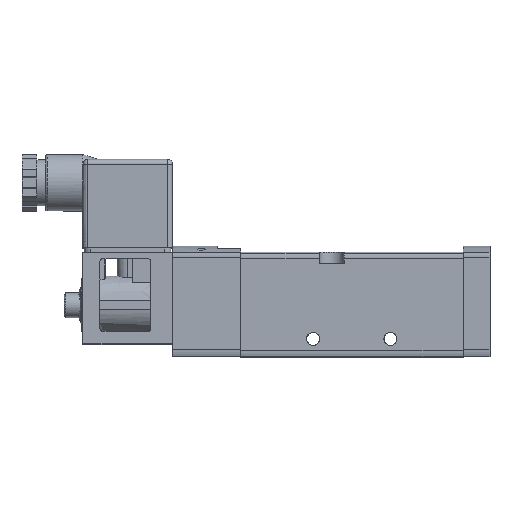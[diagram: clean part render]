
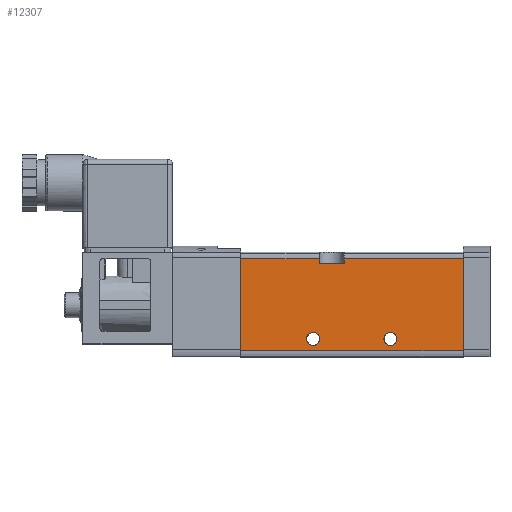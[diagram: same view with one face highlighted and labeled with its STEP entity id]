
A CAD part, top view. The second image highlights one B-rep face of the part: STEP entity #12307.
In plain terms, the highlighted free-form (B-spline) face has degree [1, 1] with [2, 2] control points.
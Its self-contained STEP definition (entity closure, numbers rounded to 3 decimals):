
#12307 = ADVANCED_FACE('',(#12308,#12322,#12336),#12394,.F.);
#12308 = FACE_BOUND('',#12309,.T.);
#12309 = EDGE_LOOP('',(#12310));
#12310 = ORIENTED_EDGE('',*,*,#12311,.T.);
#12311 = EDGE_CURVE('',#12312,#12312,#12314,.T.);
#12312 = VERTEX_POINT('',#12313);
#12313 = CARTESIAN_POINT('',(11.014,6.354,
    14.033));
#12314 = ( BOUNDED_CURVE() B_SPLINE_CURVE(2,(#12315,#12316,#12317,#12318
    ,#12319,#12320,#12321),.UNSPECIFIED.,.T.,.F.) 
B_SPLINE_CURVE_WITH_KNOTS((1,2,2,2,2,1),(-2.094,0.,
    2.094,4.189,6.283,8.378),
.UNSPECIFIED.) CURVE() GEOMETRIC_REPRESENTATION_ITEM() 
RATIONAL_B_SPLINE_CURVE((1.,0.5,1.,0.5,1.,0.5,1.)) REPRESENTATION_ITEM(
  '') );
#12315 = CARTESIAN_POINT('',(11.014,6.354,
    14.033));
#12316 = CARTESIAN_POINT('',(11.014,10.207,
    14.033));
#12317 = CARTESIAN_POINT('',(14.35,8.28,
    14.033));
#12318 = CARTESIAN_POINT('',(17.686,6.354,
    14.033));
#12319 = CARTESIAN_POINT('',(14.35,4.428,
    14.033));
#12320 = CARTESIAN_POINT('',(11.014,2.502,
    14.033));
#12321 = CARTESIAN_POINT('',(11.014,6.354,
    14.033));
#12322 = FACE_BOUND('',#12323,.T.);
#12323 = EDGE_LOOP('',(#12324));
#12324 = ORIENTED_EDGE('',*,*,#12325,.T.);
#12325 = EDGE_CURVE('',#12326,#12326,#12328,.T.);
#12326 = VERTEX_POINT('',#12327);
#12327 = CARTESIAN_POINT('',(-15.462,6.354,
    14.033));
#12328 = ( BOUNDED_CURVE() B_SPLINE_CURVE(2,(#12329,#12330,#12331,#12332
    ,#12333,#12334,#12335),.UNSPECIFIED.,.T.,.F.) 
B_SPLINE_CURVE_WITH_KNOTS((1,2,2,2,2,1),(-2.094,0.,
    2.094,4.189,6.283,8.378),
.UNSPECIFIED.) CURVE() GEOMETRIC_REPRESENTATION_ITEM() 
RATIONAL_B_SPLINE_CURVE((1.,0.5,1.,0.5,1.,0.5,1.)) REPRESENTATION_ITEM(
  '') );
#12329 = CARTESIAN_POINT('',(-15.462,6.354,
    14.033));
#12330 = CARTESIAN_POINT('',(-15.462,10.207,
    14.033));
#12331 = CARTESIAN_POINT('',(-12.126,8.28,14.033
    ));
#12332 = CARTESIAN_POINT('',(-8.79,6.354,
    14.033));
#12333 = CARTESIAN_POINT('',(-12.126,4.428,14.033
    ));
#12334 = CARTESIAN_POINT('',(-15.462,2.502,
    14.033));
#12335 = CARTESIAN_POINT('',(-15.462,6.354,
    14.033));
#12336 = FACE_BOUND('',#12337,.T.);
#12337 = EDGE_LOOP('',(#12338,#12347,#12354,#12361,#12368,#12375,#12382,
    #12389));
#12338 = ORIENTED_EDGE('',*,*,#12339,.F.);
#12339 = EDGE_CURVE('',#12340,#12342,#12344,.T.);
#12340 = VERTEX_POINT('',#12341);
#12341 = CARTESIAN_POINT('',(-11.12,33.784,
    14.033));
#12342 = VERTEX_POINT('',#12343);
#12343 = CARTESIAN_POINT('',(-11.12,32.09,
    14.033));
#12344 = B_SPLINE_CURVE_WITH_KNOTS('',1,(#12345,#12346),.UNSPECIFIED.,
  .F.,.F.,(2,2),(0.,1.6),.PIECEWISE_BEZIER_KNOTS.);
#12345 = CARTESIAN_POINT('',(-11.12,33.784,
    14.033));
#12346 = CARTESIAN_POINT('',(-11.12,32.09,
    14.033));
#12347 = ORIENTED_EDGE('',*,*,#12348,.T.);
#12348 = EDGE_CURVE('',#12340,#12349,#12351,.T.);
#12349 = VERTEX_POINT('',#12350);
#12350 = CARTESIAN_POINT('',(-38.126,33.784,
    14.033));
#12351 = B_SPLINE_CURVE_WITH_KNOTS('',1,(#12352,#12353),.UNSPECIFIED.,
  .F.,.F.,(2,2),(46.5,72.),.PIECEWISE_BEZIER_KNOTS.);
#12352 = CARTESIAN_POINT('',(-11.12,33.784,
    14.033));
#12353 = CARTESIAN_POINT('',(-38.126,33.784,
    14.033));
#12354 = ORIENTED_EDGE('',*,*,#12355,.T.);
#12355 = EDGE_CURVE('',#12349,#12356,#12358,.T.);
#12356 = VERTEX_POINT('',#12357);
#12357 = CARTESIAN_POINT('',(-38.126,2.224,
    14.033));
#12358 = B_SPLINE_CURVE_WITH_KNOTS('',1,(#12359,#12360),.UNSPECIFIED.,
  .F.,.F.,(2,2),(0.,29.8),.PIECEWISE_BEZIER_KNOTS.);
#12359 = CARTESIAN_POINT('',(-38.126,33.784,
    14.033));
#12360 = CARTESIAN_POINT('',(-38.126,2.224,
    14.033));
#12361 = ORIENTED_EDGE('',*,*,#12362,.F.);
#12362 = EDGE_CURVE('',#12363,#12356,#12365,.T.);
#12363 = VERTEX_POINT('',#12364);
#12364 = CARTESIAN_POINT('',(38.126,2.224,
    14.033));
#12365 = B_SPLINE_CURVE_WITH_KNOTS('',1,(#12366,#12367),.UNSPECIFIED.,
  .F.,.F.,(2,2),(0.,72.),.PIECEWISE_BEZIER_KNOTS.);
#12366 = CARTESIAN_POINT('',(38.126,2.224,
    14.033));
#12367 = CARTESIAN_POINT('',(-38.126,2.224,
    14.033));
#12368 = ORIENTED_EDGE('',*,*,#12369,.F.);
#12369 = EDGE_CURVE('',#12370,#12363,#12372,.T.);
#12370 = VERTEX_POINT('',#12371);
#12371 = CARTESIAN_POINT('',(38.126,33.784,
    14.033));
#12372 = B_SPLINE_CURVE_WITH_KNOTS('',1,(#12373,#12374),.UNSPECIFIED.,
  .F.,.F.,(2,2),(0.,29.8),.PIECEWISE_BEZIER_KNOTS.);
#12373 = CARTESIAN_POINT('',(38.126,33.784,
    14.033));
#12374 = CARTESIAN_POINT('',(38.126,2.224,
    14.033));
#12375 = ORIENTED_EDGE('',*,*,#12376,.T.);
#12376 = EDGE_CURVE('',#12370,#12377,#12379,.T.);
#12377 = VERTEX_POINT('',#12378);
#12378 = CARTESIAN_POINT('',(-2.648,33.784,
    14.033));
#12379 = B_SPLINE_CURVE_WITH_KNOTS('',1,(#12380,#12381),.UNSPECIFIED.,
  .F.,.F.,(2,2),(0.,38.5),.PIECEWISE_BEZIER_KNOTS.);
#12380 = CARTESIAN_POINT('',(38.126,33.784,
    14.033));
#12381 = CARTESIAN_POINT('',(-2.648,33.784,
    14.033));
#12382 = ORIENTED_EDGE('',*,*,#12383,.F.);
#12383 = EDGE_CURVE('',#12384,#12377,#12386,.T.);
#12384 = VERTEX_POINT('',#12385);
#12385 = CARTESIAN_POINT('',(-2.648,32.09,
    14.033));
#12386 = B_SPLINE_CURVE_WITH_KNOTS('',1,(#12387,#12388),.UNSPECIFIED.,
  .F.,.F.,(2,2),(-1.6,0.),.PIECEWISE_BEZIER_KNOTS.);
#12387 = CARTESIAN_POINT('',(-2.648,32.09,
    14.033));
#12388 = CARTESIAN_POINT('',(-2.648,33.784,
    14.033));
#12389 = ORIENTED_EDGE('',*,*,#12390,.F.);
#12390 = EDGE_CURVE('',#12342,#12384,#12391,.T.);
#12391 = B_SPLINE_CURVE_WITH_KNOTS('',1,(#12392,#12393),.UNSPECIFIED.,
  .F.,.F.,(2,2),(-46.5,-38.5),.PIECEWISE_BEZIER_KNOTS.);
#12392 = CARTESIAN_POINT('',(-11.12,32.09,
    14.033));
#12393 = CARTESIAN_POINT('',(-2.648,32.09,
    14.033));
#12394 = B_SPLINE_SURFACE_WITH_KNOTS('',1,1,(
    (#12395,#12396)
    ,(#12397,#12398
    )),.UNSPECIFIED.,.F.,.F.,.F.,(2,2),(2,2),(0.,72.),(-29.8,0.),
  .PIECEWISE_BEZIER_KNOTS.);
#12395 = CARTESIAN_POINT('',(38.126,2.224,
    14.033));
#12396 = CARTESIAN_POINT('',(38.126,33.784,
    14.033));
#12397 = CARTESIAN_POINT('',(-38.126,2.224,
    14.033));
#12398 = CARTESIAN_POINT('',(-38.126,33.784,
    14.033));
